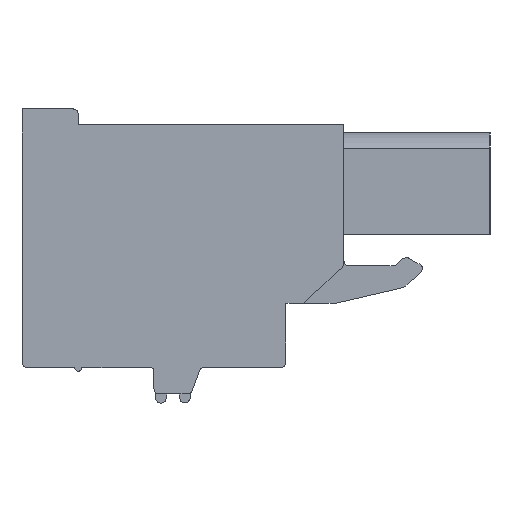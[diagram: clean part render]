
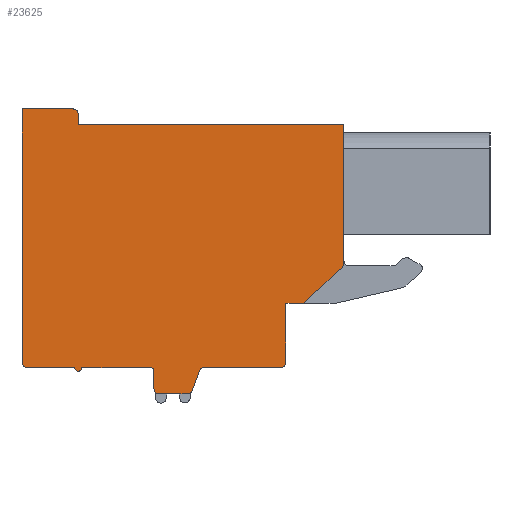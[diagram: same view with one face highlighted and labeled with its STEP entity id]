
A CAD part, left-side view. The second image highlights one B-rep face of the part: STEP entity #23625.
In plain terms, the highlighted planar face has unit normal (-1, 0, 0).
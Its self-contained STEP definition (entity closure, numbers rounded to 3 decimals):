
#888=DIRECTION('',(0.,0.,1.));
#889=VECTOR('',#888,7.87);
#890=CARTESIAN_POINT('',(-112.38,-5.66,-0.91));
#891=LINE('',#890,#889);
#4228=CARTESIAN_POINT('',(-112.38,-5.36,-0.91));
#4229=DIRECTION('',(1.,0.,0.));
#4230=DIRECTION('',(0.,-1.,0.));
#4231=AXIS2_PLACEMENT_3D('',#4228,#4229,#4230);
#4233=DIRECTION('',(0.,0.731,-0.683));
#4234=VECTOR('',#4233,3.018);
#4235=CARTESIAN_POINT('',(-112.38,-5.565,-1.129));
#4236=LINE('',#4235,#4234);
#4237=DIRECTION('',(0.,1.,0.));
#4238=VECTOR('',#4237,1.);
#4239=CARTESIAN_POINT('',(-112.38,-3.36,-3.19));
#4240=LINE('',#4239,#4238);
#4241=DIRECTION('',(0.,0.,-1.));
#4242=VECTOR('',#4241,3.35);
#4243=CARTESIAN_POINT('',(-112.38,-2.36,-3.19));
#4244=LINE('',#4243,#4242);
#4245=CARTESIAN_POINT('',(-112.38,-2.06,-6.54));
#4246=DIRECTION('',(1.,0.,0.));
#4247=DIRECTION('',(0.,-1.,0.));
#4248=AXIS2_PLACEMENT_3D('',#4245,#4246,#4247);
#4250=DIRECTION('',(0.,1.,0.));
#4251=VECTOR('',#4250,4.34);
#4252=CARTESIAN_POINT('',(-112.38,-2.06,-6.84));
#4253=LINE('',#4252,#4251);
#4254=CARTESIAN_POINT('',(-112.38,2.28,-7.14));
#4255=DIRECTION('',(-1.,0.,0.));
#4256=DIRECTION('',(0.,0.,1.));
#4257=AXIS2_PLACEMENT_3D('',#4254,#4255,#4256);
#4259=DIRECTION('',(0.,0.345,-0.939));
#4260=VECTOR('',#4259,1.179);
#4261=CARTESIAN_POINT('',(-112.38,2.562,-7.037));
#4262=LINE('',#4261,#4260);
#4263=CARTESIAN_POINT('',(-112.38,3.25,-8.04));
#4264=DIRECTION('',(1.,0.,0.));
#4265=DIRECTION('',(0.,-0.939,-0.345));
#4266=AXIS2_PLACEMENT_3D('',#4263,#4264,#4265);
#4268=DIRECTION('',(0.,1.,0.));
#4269=VECTOR('',#4268,1.59);
#4270=CARTESIAN_POINT('',(-112.38,3.25,-8.34));
#4271=LINE('',#4270,#4269);
#4272=CARTESIAN_POINT('',(-112.38,4.84,-8.04));
#4273=DIRECTION('',(1.,0.,0.));
#4274=DIRECTION('',(0.,0.,-1.));
#4275=AXIS2_PLACEMENT_3D('',#4272,#4273,#4274);
#4277=DIRECTION('',(0.,0.,1.));
#4278=VECTOR('',#4277,1.);
#4279=CARTESIAN_POINT('',(-112.38,5.14,-8.04));
#4280=LINE('',#4279,#4278);
#4281=CARTESIAN_POINT('',(-112.38,5.34,-7.04));
#4282=DIRECTION('',(-1.,0.,0.));
#4283=DIRECTION('',(0.,-1.,0.));
#4284=AXIS2_PLACEMENT_3D('',#4281,#4282,#4283);
#4286=DIRECTION('',(0.,1.,0.));
#4287=VECTOR('',#4286,3.9);
#4288=CARTESIAN_POINT('',(-112.38,5.34,-6.84));
#4289=LINE('',#4288,#4287);
#4290=CARTESIAN_POINT('',(-112.38,9.44,-6.84));
#4291=DIRECTION('',(1.,0.,0.));
#4292=DIRECTION('',(0.,-1.,0.));
#4293=AXIS2_PLACEMENT_3D('',#4290,#4291,#4292);
#4295=DIRECTION('',(0.,1.,0.));
#4296=VECTOR('',#4295,2.7);
#4297=CARTESIAN_POINT('',(-112.38,9.64,-6.84));
#4298=LINE('',#4297,#4296);
#4299=CARTESIAN_POINT('',(-112.38,12.34,-6.54));
#4300=DIRECTION('',(1.,0.,0.));
#4301=DIRECTION('',(0.,0.,-1.));
#4302=AXIS2_PLACEMENT_3D('',#4299,#4300,#4301);
#4304=DIRECTION('',(0.,0.,1.));
#4305=VECTOR('',#4304,14.4);
#4306=CARTESIAN_POINT('',(-112.38,12.64,-6.54));
#4307=LINE('',#4306,#4305);
#4308=DIRECTION('',(0.,-1.,0.));
#4309=VECTOR('',#4308,2.9);
#4310=CARTESIAN_POINT('',(-112.38,12.64,7.86));
#4311=LINE('',#4310,#4309);
#4312=CARTESIAN_POINT('',(-112.38,9.74,7.56));
#4313=DIRECTION('',(1.,0.,0.));
#4314=DIRECTION('',(0.,0.,1.));
#4315=AXIS2_PLACEMENT_3D('',#4312,#4313,#4314);
#4317=DIRECTION('',(0.,0.,-1.));
#4318=VECTOR('',#4317,0.6);
#4319=CARTESIAN_POINT('',(-112.38,9.44,7.56));
#4320=LINE('',#4319,#4318);
#4321=DIRECTION('',(0.,-1.,0.));
#4322=VECTOR('',#4321,15.1);
#4323=CARTESIAN_POINT('',(-112.38,9.44,6.96));
#4324=LINE('',#4323,#4322);
#13469=CARTESIAN_POINT('',(-112.38,9.44,6.96));
#13470=CARTESIAN_POINT('',(-112.38,-5.66,6.96));
#13471=VERTEX_POINT('',#13469);
#13472=VERTEX_POINT('',#13470);
#13473=CARTESIAN_POINT('',(-112.38,-5.66,-0.91));
#13474=CARTESIAN_POINT('',(-112.38,-5.565,-1.129));
#13475=VERTEX_POINT('',#13473);
#13476=VERTEX_POINT('',#13474);
#13477=CARTESIAN_POINT('',(-112.38,-3.36,-3.19));
#13478=VERTEX_POINT('',#13477);
#13479=CARTESIAN_POINT('',(-112.38,-2.36,-3.19));
#13480=VERTEX_POINT('',#13479);
#13481=CARTESIAN_POINT('',(-112.38,-2.36,-6.54));
#13482=VERTEX_POINT('',#13481);
#13483=CARTESIAN_POINT('',(-112.38,-2.06,-6.84));
#13484=VERTEX_POINT('',#13483);
#13485=CARTESIAN_POINT('',(-112.38,2.28,-6.84));
#13486=VERTEX_POINT('',#13485);
#13487=CARTESIAN_POINT('',(-112.38,2.562,-7.037));
#13488=VERTEX_POINT('',#13487);
#13489=CARTESIAN_POINT('',(-112.38,2.968,-8.143));
#13490=VERTEX_POINT('',#13489);
#13491=CARTESIAN_POINT('',(-112.38,3.25,-8.34));
#13492=VERTEX_POINT('',#13491);
#13493=CARTESIAN_POINT('',(-112.38,4.84,-8.34));
#13494=VERTEX_POINT('',#13493);
#13495=CARTESIAN_POINT('',(-112.38,5.14,-8.04));
#13496=VERTEX_POINT('',#13495);
#13497=CARTESIAN_POINT('',(-112.38,5.14,-7.04));
#13498=VERTEX_POINT('',#13497);
#13499=CARTESIAN_POINT('',(-112.38,5.34,-6.84));
#13500=VERTEX_POINT('',#13499);
#13501=CARTESIAN_POINT('',(-112.38,9.24,-6.84));
#13502=VERTEX_POINT('',#13501);
#13503=CARTESIAN_POINT('',(-112.38,9.64,-6.84));
#13504=VERTEX_POINT('',#13503);
#13505=CARTESIAN_POINT('',(-112.38,12.34,-6.84));
#13506=VERTEX_POINT('',#13505);
#13507=CARTESIAN_POINT('',(-112.38,12.64,-6.54));
#13508=VERTEX_POINT('',#13507);
#13509=CARTESIAN_POINT('',(-112.38,12.64,7.86));
#13510=VERTEX_POINT('',#13509);
#13511=CARTESIAN_POINT('',(-112.38,9.74,7.86));
#13512=VERTEX_POINT('',#13511);
#13513=CARTESIAN_POINT('',(-112.38,9.44,7.56));
#13514=VERTEX_POINT('',#13513);
#23576=CARTESIAN_POINT('',(-112.38,0.,0.));
#23577=DIRECTION('',(1.,0.,0.));
#23578=DIRECTION('',(0.,-1.,0.));
#23579=AXIS2_PLACEMENT_3D('',#23576,#23577,#23578);
#23580=PLANE('',#23579);
#23581=ORIENTED_EDGE('',*,*,#17698,.F.);
#23582=ORIENTED_EDGE('',*,*,#23556,.T.);
#23583=ORIENTED_EDGE('',*,*,#23482,.T.);
#23584=ORIENTED_EDGE('',*,*,#23456,.T.);
#23586=ORIENTED_EDGE('',*,*,#23585,.T.);
#23588=ORIENTED_EDGE('',*,*,#23587,.T.);
#23590=ORIENTED_EDGE('',*,*,#23589,.T.);
#23592=ORIENTED_EDGE('',*,*,#23591,.T.);
#23594=ORIENTED_EDGE('',*,*,#23593,.T.);
#23596=ORIENTED_EDGE('',*,*,#23595,.T.);
#23598=ORIENTED_EDGE('',*,*,#23597,.T.);
#23600=ORIENTED_EDGE('',*,*,#23599,.T.);
#23602=ORIENTED_EDGE('',*,*,#23601,.T.);
#23604=ORIENTED_EDGE('',*,*,#23603,.T.);
#23606=ORIENTED_EDGE('',*,*,#23605,.T.);
#23608=ORIENTED_EDGE('',*,*,#23607,.T.);
#23610=ORIENTED_EDGE('',*,*,#23609,.T.);
#23612=ORIENTED_EDGE('',*,*,#23611,.T.);
#23614=ORIENTED_EDGE('',*,*,#23613,.T.);
#23616=ORIENTED_EDGE('',*,*,#23615,.T.);
#23618=ORIENTED_EDGE('',*,*,#23617,.T.);
#23620=ORIENTED_EDGE('',*,*,#23619,.T.);
#23622=ORIENTED_EDGE('',*,*,#23621,.T.);
#23623=EDGE_LOOP('',(#23581,#23582,#23583,#23584,#23586,#23588,#23590,#23592,
#23594,#23596,#23598,#23600,#23602,#23604,#23606,#23608,#23610,#23612,#23614,
#23616,#23618,#23620,#23622));
#23624=FACE_OUTER_BOUND('',#23623,.F.);
#23625=ADVANCED_FACE('',(#23624),#23580,.F.);
#4232=CIRCLE('',#4231,0.3);
#4249=CIRCLE('',#4248,0.3);
#4258=CIRCLE('',#4257,0.3);
#4267=CIRCLE('',#4266,0.3);
#4276=CIRCLE('',#4275,0.3);
#4285=CIRCLE('',#4284,0.2);
#4294=CIRCLE('',#4293,0.2);
#4303=CIRCLE('',#4302,0.3);
#4316=CIRCLE('',#4315,0.3);
#17698=EDGE_CURVE('',#13475,#13472,#891,.T.);
#23456=EDGE_CURVE('',#13478,#13480,#4240,.T.);
#23482=EDGE_CURVE('',#13476,#13478,#4236,.T.);
#23556=EDGE_CURVE('',#13475,#13476,#4232,.T.);
#23585=EDGE_CURVE('',#13480,#13482,#4244,.T.);
#23587=EDGE_CURVE('',#13482,#13484,#4249,.T.);
#23589=EDGE_CURVE('',#13484,#13486,#4253,.T.);
#23591=EDGE_CURVE('',#13486,#13488,#4258,.T.);
#23593=EDGE_CURVE('',#13488,#13490,#4262,.T.);
#23595=EDGE_CURVE('',#13490,#13492,#4267,.T.);
#23597=EDGE_CURVE('',#13492,#13494,#4271,.T.);
#23599=EDGE_CURVE('',#13494,#13496,#4276,.T.);
#23601=EDGE_CURVE('',#13496,#13498,#4280,.T.);
#23603=EDGE_CURVE('',#13498,#13500,#4285,.T.);
#23605=EDGE_CURVE('',#13500,#13502,#4289,.T.);
#23607=EDGE_CURVE('',#13502,#13504,#4294,.T.);
#23609=EDGE_CURVE('',#13504,#13506,#4298,.T.);
#23611=EDGE_CURVE('',#13506,#13508,#4303,.T.);
#23613=EDGE_CURVE('',#13508,#13510,#4307,.T.);
#23615=EDGE_CURVE('',#13510,#13512,#4311,.T.);
#23617=EDGE_CURVE('',#13512,#13514,#4316,.T.);
#23619=EDGE_CURVE('',#13514,#13471,#4320,.T.);
#23621=EDGE_CURVE('',#13471,#13472,#4324,.T.);
